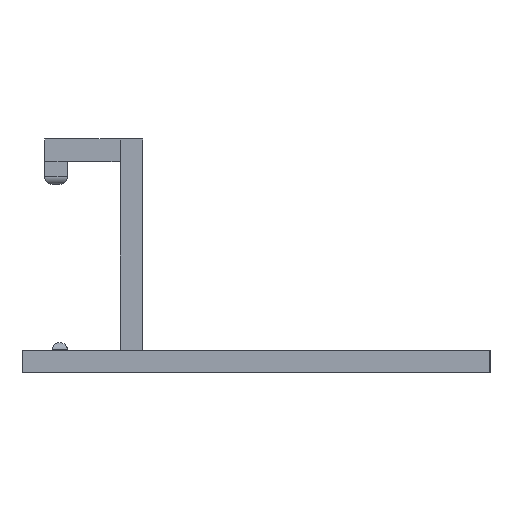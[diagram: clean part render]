
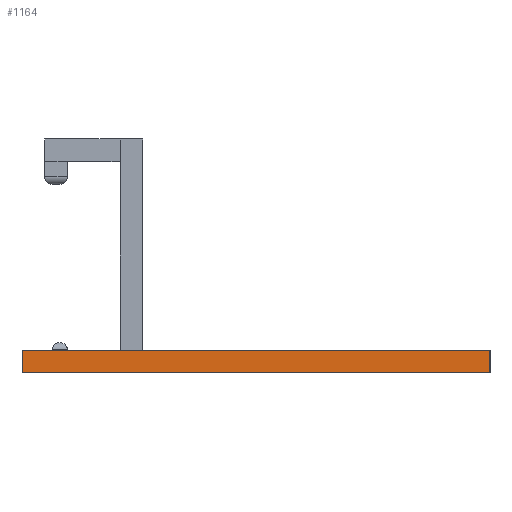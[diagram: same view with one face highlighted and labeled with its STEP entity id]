
A CAD part, left-side view. The second image highlights one B-rep face of the part: STEP entity #1164.
In plain terms, the highlighted planar face has unit normal (-1, 0, 0).
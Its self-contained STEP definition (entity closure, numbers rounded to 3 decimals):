
#126 = PLANE('',#127);
#127 = AXIS2_PLACEMENT_3D('',#128,#129,#130);
#128 = CARTESIAN_POINT('',(0.,0.,3.));
#129 = DIRECTION('',(-0.,-0.,-1.));
#130 = DIRECTION('',(-1.,0.,0.));
#330 = VERTEX_POINT('',#331);
#331 = CARTESIAN_POINT('',(-65.25,31.,3.));
#347 = PLANE('',#348);
#348 = AXIS2_PLACEMENT_3D('',#349,#350,#351);
#349 = CARTESIAN_POINT('',(-65.25,31.,0.));
#350 = DIRECTION('',(0.,1.,0.));
#351 = DIRECTION('',(1.,0.,0.));
#388 = VERTEX_POINT('',#389);
#389 = CARTESIAN_POINT('',(-65.25,-31.,3.));
#403 = PLANE('',#404);
#404 = AXIS2_PLACEMENT_3D('',#405,#406,#407);
#405 = CARTESIAN_POINT('',(65.25,-31.,0.));
#406 = DIRECTION('',(0.,-1.,0.));
#407 = DIRECTION('',(-1.,0.,0.));
#415 = EDGE_CURVE('',#388,#330,#416,.T.);
#416 = SURFACE_CURVE('',#417,(#421,#428),.PCURVE_S1.);
#417 = LINE('',#418,#419);
#418 = CARTESIAN_POINT('',(-65.25,-31.,3.));
#419 = VECTOR('',#420,1.);
#420 = DIRECTION('',(0.,1.,0.));
#421 = PCURVE('',#126,#422);
#422 = DEFINITIONAL_REPRESENTATION('',(#423),#427);
#423 = LINE('',#424,#425);
#424 = CARTESIAN_POINT('',(65.25,-31.));
#425 = VECTOR('',#426,1.);
#426 = DIRECTION('',(0.,1.));
#427 = ( GEOMETRIC_REPRESENTATION_CONTEXT(2) 
PARAMETRIC_REPRESENTATION_CONTEXT() REPRESENTATION_CONTEXT('2D SPACE',''
  ) );
#428 = PCURVE('',#429,#434);
#429 = PLANE('',#430);
#430 = AXIS2_PLACEMENT_3D('',#431,#432,#433);
#431 = CARTESIAN_POINT('',(-65.25,-31.,0.));
#432 = DIRECTION('',(-1.,0.,0.));
#433 = DIRECTION('',(0.,1.,0.));
#434 = DEFINITIONAL_REPRESENTATION('',(#435),#439);
#435 = LINE('',#436,#437);
#436 = CARTESIAN_POINT('',(0.,-3.));
#437 = VECTOR('',#438,1.);
#438 = DIRECTION('',(1.,0.));
#439 = ( GEOMETRIC_REPRESENTATION_CONTEXT(2) 
PARAMETRIC_REPRESENTATION_CONTEXT() REPRESENTATION_CONTEXT('2D SPACE',''
  ) );
#1092 = EDGE_CURVE('',#1093,#330,#1095,.T.);
#1093 = VERTEX_POINT('',#1094);
#1094 = CARTESIAN_POINT('',(-65.25,31.,0.));
#1095 = SURFACE_CURVE('',#1096,(#1100,#1107),.PCURVE_S1.);
#1096 = LINE('',#1097,#1098);
#1097 = CARTESIAN_POINT('',(-65.25,31.,0.));
#1098 = VECTOR('',#1099,1.);
#1099 = DIRECTION('',(0.,0.,1.));
#1100 = PCURVE('',#347,#1101);
#1101 = DEFINITIONAL_REPRESENTATION('',(#1102),#1106);
#1102 = LINE('',#1103,#1104);
#1103 = CARTESIAN_POINT('',(0.,0.));
#1104 = VECTOR('',#1105,1.);
#1105 = DIRECTION('',(0.,-1.));
#1106 = ( GEOMETRIC_REPRESENTATION_CONTEXT(2) 
PARAMETRIC_REPRESENTATION_CONTEXT() REPRESENTATION_CONTEXT('2D SPACE',''
  ) );
#1107 = PCURVE('',#429,#1108);
#1108 = DEFINITIONAL_REPRESENTATION('',(#1109),#1113);
#1109 = LINE('',#1110,#1111);
#1110 = CARTESIAN_POINT('',(62.,0.));
#1111 = VECTOR('',#1112,1.);
#1112 = DIRECTION('',(0.,-1.));
#1113 = ( GEOMETRIC_REPRESENTATION_CONTEXT(2) 
PARAMETRIC_REPRESENTATION_CONTEXT() REPRESENTATION_CONTEXT('2D SPACE',''
  ) );
#1153 = PLANE('',#1154);
#1154 = AXIS2_PLACEMENT_3D('',#1155,#1156,#1157);
#1155 = CARTESIAN_POINT('',(0.,0.,0.));
#1156 = DIRECTION('',(-0.,-0.,-1.));
#1157 = DIRECTION('',(-1.,0.,0.));
#1164 = ADVANCED_FACE('',(#1165),#429,.T.);
#1165 = FACE_BOUND('',#1166,.T.);
#1166 = EDGE_LOOP('',(#1167,#1190,#1191,#1192));
#1167 = ORIENTED_EDGE('',*,*,#1168,.T.);
#1168 = EDGE_CURVE('',#1169,#388,#1171,.T.);
#1169 = VERTEX_POINT('',#1170);
#1170 = CARTESIAN_POINT('',(-65.25,-31.,0.));
#1171 = SURFACE_CURVE('',#1172,(#1176,#1183),.PCURVE_S1.);
#1172 = LINE('',#1173,#1174);
#1173 = CARTESIAN_POINT('',(-65.25,-31.,0.));
#1174 = VECTOR('',#1175,1.);
#1175 = DIRECTION('',(0.,0.,1.));
#1176 = PCURVE('',#429,#1177);
#1177 = DEFINITIONAL_REPRESENTATION('',(#1178),#1182);
#1178 = LINE('',#1179,#1180);
#1179 = CARTESIAN_POINT('',(0.,0.));
#1180 = VECTOR('',#1181,1.);
#1181 = DIRECTION('',(0.,-1.));
#1182 = ( GEOMETRIC_REPRESENTATION_CONTEXT(2) 
PARAMETRIC_REPRESENTATION_CONTEXT() REPRESENTATION_CONTEXT('2D SPACE',''
  ) );
#1183 = PCURVE('',#403,#1184);
#1184 = DEFINITIONAL_REPRESENTATION('',(#1185),#1189);
#1185 = LINE('',#1186,#1187);
#1186 = CARTESIAN_POINT('',(130.5,0.));
#1187 = VECTOR('',#1188,1.);
#1188 = DIRECTION('',(0.,-1.));
#1189 = ( GEOMETRIC_REPRESENTATION_CONTEXT(2) 
PARAMETRIC_REPRESENTATION_CONTEXT() REPRESENTATION_CONTEXT('2D SPACE',''
  ) );
#1190 = ORIENTED_EDGE('',*,*,#415,.T.);
#1191 = ORIENTED_EDGE('',*,*,#1092,.F.);
#1192 = ORIENTED_EDGE('',*,*,#1193,.F.);
#1193 = EDGE_CURVE('',#1169,#1093,#1194,.T.);
#1194 = SURFACE_CURVE('',#1195,(#1199,#1206),.PCURVE_S1.);
#1195 = LINE('',#1196,#1197);
#1196 = CARTESIAN_POINT('',(-65.25,-31.,0.));
#1197 = VECTOR('',#1198,1.);
#1198 = DIRECTION('',(0.,1.,0.));
#1199 = PCURVE('',#429,#1200);
#1200 = DEFINITIONAL_REPRESENTATION('',(#1201),#1205);
#1201 = LINE('',#1202,#1203);
#1202 = CARTESIAN_POINT('',(0.,0.));
#1203 = VECTOR('',#1204,1.);
#1204 = DIRECTION('',(1.,0.));
#1205 = ( GEOMETRIC_REPRESENTATION_CONTEXT(2) 
PARAMETRIC_REPRESENTATION_CONTEXT() REPRESENTATION_CONTEXT('2D SPACE',''
  ) );
#1206 = PCURVE('',#1153,#1207);
#1207 = DEFINITIONAL_REPRESENTATION('',(#1208),#1212);
#1208 = LINE('',#1209,#1210);
#1209 = CARTESIAN_POINT('',(65.25,-31.));
#1210 = VECTOR('',#1211,1.);
#1211 = DIRECTION('',(0.,1.));
#1212 = ( GEOMETRIC_REPRESENTATION_CONTEXT(2) 
PARAMETRIC_REPRESENTATION_CONTEXT() REPRESENTATION_CONTEXT('2D SPACE',''
  ) );
